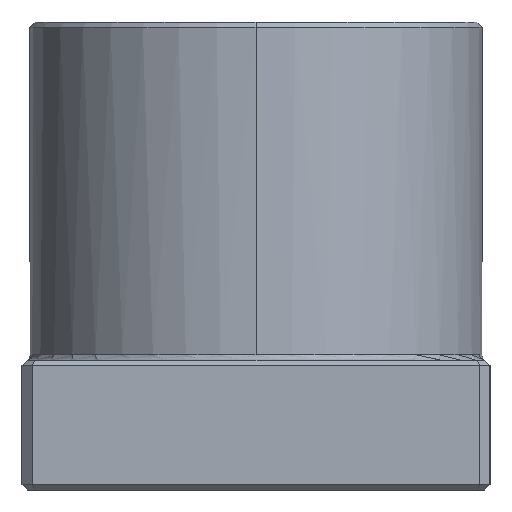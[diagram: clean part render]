
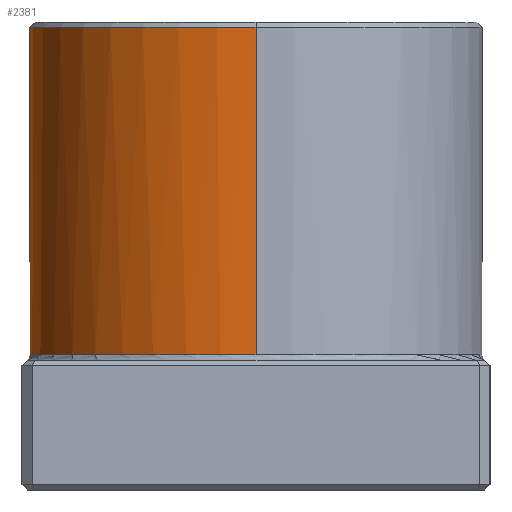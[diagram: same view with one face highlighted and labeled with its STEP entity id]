
A CAD part, left-side view. The second image highlights one B-rep face of the part: STEP entity #2381.
In plain terms, the highlighted cylindrical face has radius 43.5 mm (diameter 87 mm), a partial arc.
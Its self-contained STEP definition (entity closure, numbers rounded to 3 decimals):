
#32 = ORIENTED_EDGE ( 'NONE', *, *, #455, .T. ) ;
#40 = CARTESIAN_POINT ( 'NONE',  ( -2.161, 43.46, 25.893 ) ) ;
#48 = CARTESIAN_POINT ( 'NONE',  ( -4.338, 43.297, 25.961 ) ) ;
#51 = ORIENTED_EDGE ( 'NONE', *, *, #354, .T. ) ;
#88 = CARTESIAN_POINT ( 'NONE',  ( -43.5, 0., 89. ) ) ;
#140 = CIRCLE ( 'NONE', #2608, 43.5 ) ;
#152 = CARTESIAN_POINT ( 'NONE',  ( -6.503, 43.011, 26. ) ) ;
#195 = CARTESIAN_POINT ( 'NONE',  ( -5.423, 43.174, 26. ) ) ;
#264 = LINE ( 'NONE', #1235, #872 ) ;
#333 = EDGE_CURVE ( 'NONE', #2127, #2761, #264, .T. ) ;
#340 = CARTESIAN_POINT ( 'NONE',  ( 0., 0., 90. ) ) ;
#354 = EDGE_CURVE ( 'NONE', #2015, #2761, #140, .T. ) ;
#375 = VERTEX_POINT ( 'NONE', #700 ) ;
#425 = EDGE_CURVE ( 'NONE', #2903, #2015, #682, .T. ) ;
#455 = EDGE_CURVE ( 'NONE', #2895, #375, #2562, .T. ) ;
#465 = ORIENTED_EDGE ( 'NONE', *, *, #333, .F. ) ;
#682 = B_SPLINE_CURVE_WITH_KNOTS ( 'NONE', 3,
 ( #2864, #1264, #2780, #2879, #2919, #2909, #40, #48, #195, #152 ),
 .UNSPECIFIED., .F., .F.,
 ( 4, 2, 2, 2, 4 ),
 ( 0., 0.003, 0.007, 0.01, 0.013 ),
 .UNSPECIFIED. ) ;
#700 = CARTESIAN_POINT ( 'NONE',  ( 43.5, 0., 26. ) ) ;
#831 = DIRECTION ( 'NONE',  ( 1., 0., 0. ) ) ;
#872 = VECTOR ( 'NONE', #1074, 1000. ) ;
#1074 = DIRECTION ( 'NONE',  ( 0., 0., -1. ) ) ;
#1130 = CARTESIAN_POINT ( 'NONE',  ( -43.5, 0., 26. ) ) ;
#1202 = CARTESIAN_POINT ( 'NONE',  ( 43.5, 0., 89. ) ) ;
#1221 = DIRECTION ( 'NONE',  ( 0., 0., 1. ) ) ;
#1222 = AXIS2_PLACEMENT_3D ( 'NONE', #2579, #1221, #2801 ) ;
#1233 = ORIENTED_EDGE ( 'NONE', *, *, #1961, .T. ) ;
#1235 = CARTESIAN_POINT ( 'NONE',  ( -43.5, 0., 90. ) ) ;
#1255 = FACE_OUTER_BOUND ( 'NONE', #1680, .T. ) ;
#1264 = CARTESIAN_POINT ( 'NONE',  ( 5.424, 43.174, 26. ) ) ;
#1278 = VECTOR ( 'NONE', #1871, 1000. ) ;
#1336 = AXIS2_PLACEMENT_3D ( 'NONE', #340, #1953, #2183 ) ;
#1386 = ORIENTED_EDGE ( 'NONE', *, *, #425, .T. ) ;
#1427 = CARTESIAN_POINT ( 'NONE',  ( 43.5, 0., 90. ) ) ;
#1438 = CARTESIAN_POINT ( 'NONE',  ( 6.503, 43.011, 26. ) ) ;
#1594 = ORIENTED_EDGE ( 'NONE', *, *, #2937, .T. ) ;
#1680 = EDGE_LOOP ( 'NONE', ( #1233, #32, #1594, #1386, #51, #465 ) ) ;
#1751 = CARTESIAN_POINT ( 'NONE',  ( -6.503, 43.011, 26. ) ) ;
#1808 = CYLINDRICAL_SURFACE ( 'NONE', #1336, 43.5 ) ;
#1871 = DIRECTION ( 'NONE',  ( 0., 0., -1. ) ) ;
#1881 = CIRCLE ( 'NONE', #1222, 43.5 ) ;
#1923 = AXIS2_PLACEMENT_3D ( 'NONE', #2300, #2067, #831 ) ;
#1953 = DIRECTION ( 'NONE',  ( 0., 0., -1. ) ) ;
#1961 = EDGE_CURVE ( 'NONE', #2127, #2895, #2910, .T. ) ;
#2015 = VERTEX_POINT ( 'NONE', #1751 ) ;
#2052 = DIRECTION ( 'NONE',  ( 0., 0., 1. ) ) ;
#2060 = CARTESIAN_POINT ( 'NONE',  ( 0., 0., 26. ) ) ;
#2067 = DIRECTION ( 'NONE',  ( 0., 0., -1. ) ) ;
#2094 = DIRECTION ( 'NONE',  ( 1., 0., 0. ) ) ;
#2127 = VERTEX_POINT ( 'NONE', #88 ) ;
#2183 = DIRECTION ( 'NONE',  ( -1., 0., 0. ) ) ;
#2300 = CARTESIAN_POINT ( 'NONE',  ( 0., 0., 89. ) ) ;
#2381 = ADVANCED_FACE ( 'NONE', ( #1255 ), #1808, .T. ) ;
#2562 = LINE ( 'NONE', #1427, #1278 ) ;
#2579 = CARTESIAN_POINT ( 'NONE',  ( 0., 0., 26. ) ) ;
#2608 = AXIS2_PLACEMENT_3D ( 'NONE', #2060, #2052, #2094 ) ;
#2761 = VERTEX_POINT ( 'NONE', #1130 ) ;
#2780 = CARTESIAN_POINT ( 'NONE',  ( 4.343, 43.296, 25.961 ) ) ;
#2801 = DIRECTION ( 'NONE',  ( 1., 0., 0. ) ) ;
#2864 = CARTESIAN_POINT ( 'NONE',  ( 6.503, 43.011, 26. ) ) ;
#2879 = CARTESIAN_POINT ( 'NONE',  ( 2.18, 43.459, 25.893 ) ) ;
#2895 = VERTEX_POINT ( 'NONE', #1202 ) ;
#2903 = VERTEX_POINT ( 'NONE', #1438 ) ;
#2909 = CARTESIAN_POINT ( 'NONE',  ( -1.074, 43.5, 25.866 ) ) ;
#2910 = CIRCLE ( 'NONE', #1923, 43.5 ) ;
#2919 = CARTESIAN_POINT ( 'NONE',  ( 1.096, 43.5, 25.866 ) ) ;
#2937 = EDGE_CURVE ( 'NONE', #375, #2903, #1881, .T. ) ;
